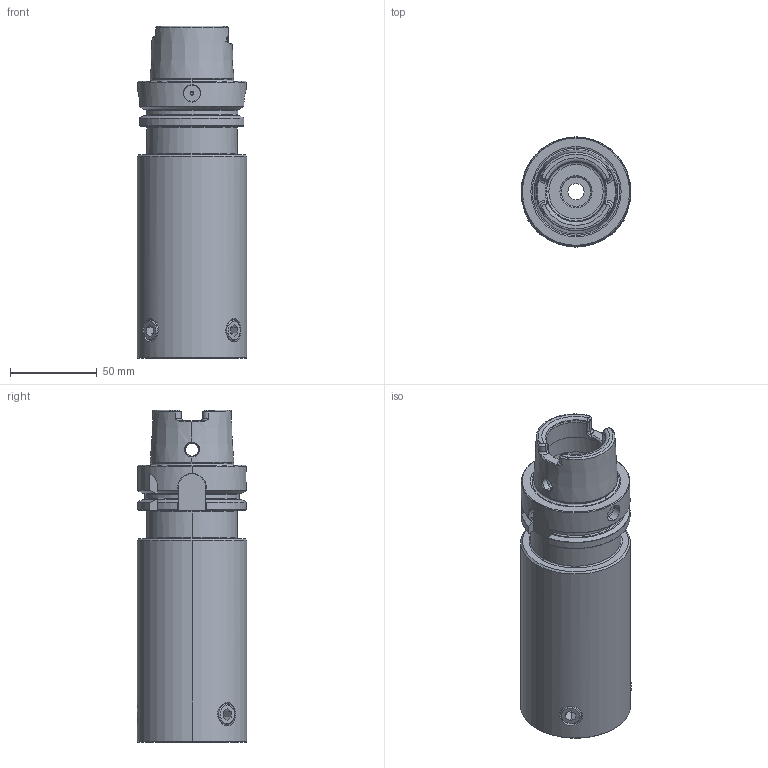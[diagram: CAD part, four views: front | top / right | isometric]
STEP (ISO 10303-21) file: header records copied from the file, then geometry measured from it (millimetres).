
FILE_DESCRIPTION(('no description'),'unknown implementation level');
FILE_NAME('7CB29780-6663-4235-8E5C-EAFEA84A8B33_export.stp',' ',('CIMSOURCE GmbH'),('CADClick - KiM GmbH - www.kimweb.de'),'unknown preprocess','ACIS','unknown authorization');
FILE_SCHEMA(('automotive_design'));
Length unit declared in the file: millimetre
Products named in the file (4): 324.367N Kaiser HSK-A63xCKN6x200|690.436 Kaiser ETL M12 X 18 CK6;Schnitt-Linear austragen2; 324.367N Kaiser HSK-A63xCKN6x200|324.367N Kaiser HSK-A63xCKN6x200;Schnitt-Rotation4
Bounding box: 63.5 x 63.5 x 191.9 mm (x, y, z)
Volume: 406939.8 mm3; surface area: 64976.6 mm2
Topology: 4 solids, 4 shells, 373 faces, 929 edges, 561 vertices
Faces by surface type: plane 116, cone 112, cylinder 89, torus 38, bspline 18
Entity records: 25948 total; most frequent: CARTESIAN_POINT 6959, STYLED_ITEM 1857, PRESENTATION_STYLE_ASSIGNMENT 1857, COLOUR_RGB 1857, ORIENTED_EDGE 1838, DIRECTION 1743, EDGE_CURVE 919, CURVE_STYLE 919
